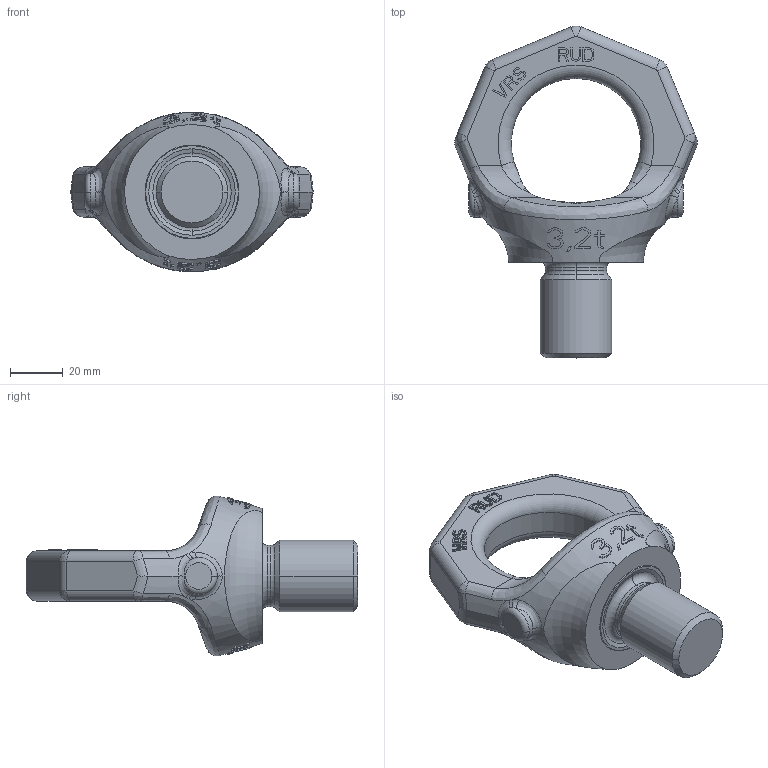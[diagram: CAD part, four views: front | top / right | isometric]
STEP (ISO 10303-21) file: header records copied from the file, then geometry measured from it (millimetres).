
FILE_DESCRIPTION((''),'2;1');
FILE_NAME('001-M13143-P-10_ASM','2017-01-23T',('Andreas.Wendler'),(''),'PRO/ENGINEER BY PARAMETRIC TECHNOLOGY CORPORATION, 2011490','PRO/ENGINEER BY PARAMETRIC TECHNOLOGY CORPORATION, 2011490','');
FILE_SCHEMA(('CONFIG_CONTROL_DESIGN'));
Length unit declared in the file: millimetre
Products named in the file (3): 001-M35309-P-1; 001-M13143-P-2; 001-M13143-P-10_ASM
Assembly tree (2 placements, depth 2):
  001-M13143-P-10_ASM
    001-M35309-P-1
    001-M13143-P-2
Bounding box: 91.71 x 125.52 x 60.43 mm (x, y, z)
Volume: 130296.9 mm3; surface area: 29727.2 mm2
Topology: 2 solids, 2 shells, 592 faces, 1627 edges, 1058 vertices
Faces by surface type: plane 462, bspline 68, cylinder 34, torus 14, cone 10, sphere 4
Entity records: 22851 total; most frequent: CARTESIAN_POINT 8996, ORIENTED_EDGE 3254, DIRECTION 2255, EDGE_CURVE 1627, VERTEX_POINT 1058, VECTOR 933, LINE 933, AXIS2_PLACEMENT_3D 661
